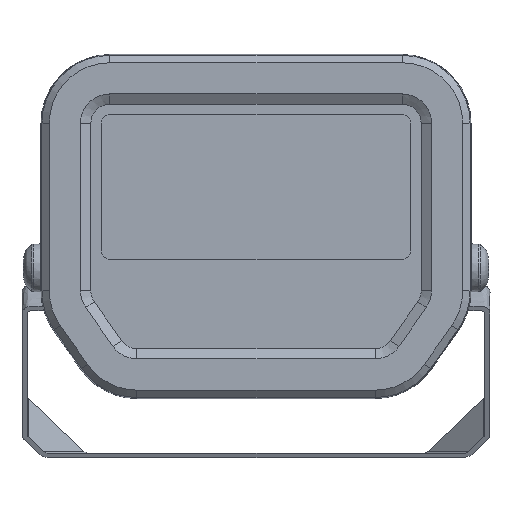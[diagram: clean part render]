
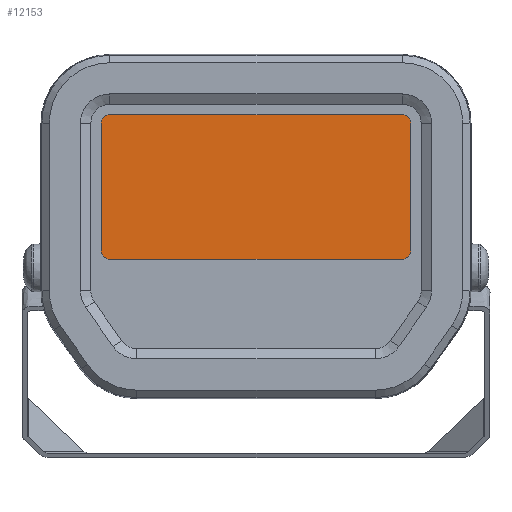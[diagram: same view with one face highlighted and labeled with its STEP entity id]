
A CAD part, top view. The second image highlights one B-rep face of the part: STEP entity #12153.
In plain terms, the highlighted face is planar.
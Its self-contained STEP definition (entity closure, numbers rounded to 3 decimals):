
#249 = VERTEX_POINT ( 'NONE', #9459 ) ;
#258 = DIRECTION ( 'NONE',  ( 1., 0., 0. ) ) ;
#595 = DIRECTION ( 'NONE',  ( 0., 0., -1. ) ) ;
#1052 = CARTESIAN_POINT ( 'NONE',  ( -45., 60.065, -49.256 ) ) ;
#1077 = PLANE ( 'NONE',  #29685 ) ;
#1208 = EDGE_CURVE ( 'NONE', #9743, #20046, #20940, .T. ) ;
#2534 = ORIENTED_EDGE ( 'NONE', *, *, #31318, .T. ) ;
#3206 = DIRECTION ( 'NONE',  ( 0., 0., -1. ) ) ;
#3506 = VECTOR ( 'NONE', #4463, 1000. ) ;
#3966 = LINE ( 'NONE', #11371, #3506 ) ;
#4319 = CARTESIAN_POINT ( 'NONE',  ( -42.5, 97.065, -49.256 ) ) ;
#4463 = DIRECTION ( 'NONE',  ( 0., 1., 0. ) ) ;
#5222 = CARTESIAN_POINT ( 'NONE',  ( -42.5, 99.565, -49.256 ) ) ;
#5909 = CARTESIAN_POINT ( 'NONE',  ( -42.5, 60.065, -49.256 ) ) ;
#5967 = CARTESIAN_POINT ( 'NONE',  ( 45., 60.065, -49.256 ) ) ;
#6352 = AXIS2_PLACEMENT_3D ( 'NONE', #26333, #3206, #21257 ) ;
#6521 = EDGE_CURVE ( 'NONE', #30807, #10911, #13747, .T. ) ;
#7162 = DIRECTION ( 'NONE',  ( -1., 0., 0. ) ) ;
#7563 = CARTESIAN_POINT ( 'NONE',  ( -42.5, 57.565, -49.256 ) ) ;
#7743 = CIRCLE ( 'NONE', #23943, 2.5 ) ;
#8041 = ORIENTED_EDGE ( 'NONE', *, *, #9727, .T. ) ;
#8220 = CARTESIAN_POINT ( 'NONE',  ( 42.5, 57.565, -49.256 ) ) ;
#8355 = DIRECTION ( 'NONE',  ( -1., 0., 0. ) ) ;
#8862 = VERTEX_POINT ( 'NONE', #5967 ) ;
#9459 = CARTESIAN_POINT ( 'NONE',  ( -45., 97.065, -49.256 ) ) ;
#9625 = EDGE_LOOP ( 'NONE', ( #20874, #11749, #25414, #16309, #25834, #8041, #2534, #16883 ) ) ;
#9727 = EDGE_CURVE ( 'NONE', #10911, #17903, #21444, .T. ) ;
#9743 = VERTEX_POINT ( 'NONE', #31568 ) ;
#10166 = EDGE_CURVE ( 'NONE', #249, #30807, #7743, .T. ) ;
#10911 = VERTEX_POINT ( 'NONE', #13388 ) ;
#11371 = CARTESIAN_POINT ( 'NONE',  ( -45., 97.065, -49.256 ) ) ;
#11749 = ORIENTED_EDGE ( 'NONE', *, *, #1208, .T. ) ;
#11788 = VECTOR ( 'NONE', #14711, 1000. ) ;
#12153 = ADVANCED_FACE ( 'NONE', ( #31844 ), #1077, .T. ) ;
#13050 = CARTESIAN_POINT ( 'NONE',  ( -42.5, 99.565, -49.256 ) ) ;
#13388 = CARTESIAN_POINT ( 'NONE',  ( 42.5, 99.565, -49.256 ) ) ;
#13747 = LINE ( 'NONE', #13050, #22684 ) ;
#14198 = LINE ( 'NONE', #32620, #11788 ) ;
#14644 = DIRECTION ( 'NONE',  ( 0., 0., -1. ) ) ;
#14711 = DIRECTION ( 'NONE',  ( 0., -1., 0. ) ) ;
#15291 = EDGE_CURVE ( 'NONE', #8862, #30833, #18609, .T. ) ;
#15919 = AXIS2_PLACEMENT_3D ( 'NONE', #23737, #595, #8355 ) ;
#16064 = DIRECTION ( 'NONE',  ( 0., 0., -1. ) ) ;
#16309 = ORIENTED_EDGE ( 'NONE', *, *, #10166, .T. ) ;
#16686 = VECTOR ( 'NONE', #25303, 1000. ) ;
#16883 = ORIENTED_EDGE ( 'NONE', *, *, #15291, .T. ) ;
#17903 = VERTEX_POINT ( 'NONE', #24971 ) ;
#18116 = DIRECTION ( 'NONE',  ( -1., 0., 0. ) ) ;
#18609 = CIRCLE ( 'NONE', #15919, 2.5 ) ;
#19863 = AXIS2_PLACEMENT_3D ( 'NONE', #5909, #16064, #18116 ) ;
#20046 = VERTEX_POINT ( 'NONE', #1052 ) ;
#20874 = ORIENTED_EDGE ( 'NONE', *, *, #31513, .T. ) ;
#20940 = CIRCLE ( 'NONE', #19863, 2.5 ) ;
#21257 = DIRECTION ( 'NONE',  ( -1., 0., 0. ) ) ;
#21444 = CIRCLE ( 'NONE', #6352, 2.5 ) ;
#22684 = VECTOR ( 'NONE', #258, 1000. ) ;
#23737 = CARTESIAN_POINT ( 'NONE',  ( 42.5, 60.065, -49.256 ) ) ;
#23943 = AXIS2_PLACEMENT_3D ( 'NONE', #4319, #14644, #7162 ) ;
#24388 = EDGE_CURVE ( 'NONE', #20046, #249, #3966, .T. ) ;
#24971 = CARTESIAN_POINT ( 'NONE',  ( 45., 97.065, -49.256 ) ) ;
#25303 = DIRECTION ( 'NONE',  ( -1., 0., 0. ) ) ;
#25414 = ORIENTED_EDGE ( 'NONE', *, *, #24388, .T. ) ;
#25834 = ORIENTED_EDGE ( 'NONE', *, *, #6521, .T. ) ;
#26333 = CARTESIAN_POINT ( 'NONE',  ( 42.5, 97.065, -49.256 ) ) ;
#27788 = DIRECTION ( 'NONE',  ( -1., 0., 0. ) ) ;
#27951 = DIRECTION ( 'NONE',  ( 0., 0., -1. ) ) ;
#29685 = AXIS2_PLACEMENT_3D ( 'NONE', #30659, #27951, #27788 ) ;
#30659 = CARTESIAN_POINT ( 'NONE',  ( -42.5, 97.065, -49.256 ) ) ;
#30747 = LINE ( 'NONE', #7563, #16686 ) ;
#30807 = VERTEX_POINT ( 'NONE', #5222 ) ;
#30833 = VERTEX_POINT ( 'NONE', #8220 ) ;
#31318 = EDGE_CURVE ( 'NONE', #17903, #8862, #14198, .T. ) ;
#31513 = EDGE_CURVE ( 'NONE', #30833, #9743, #30747, .T. ) ;
#31568 = CARTESIAN_POINT ( 'NONE',  ( -42.5, 57.565, -49.256 ) ) ;
#31844 = FACE_OUTER_BOUND ( 'NONE', #9625, .T. ) ;
#32620 = CARTESIAN_POINT ( 'NONE',  ( 45., 97.065, -49.256 ) ) ;
